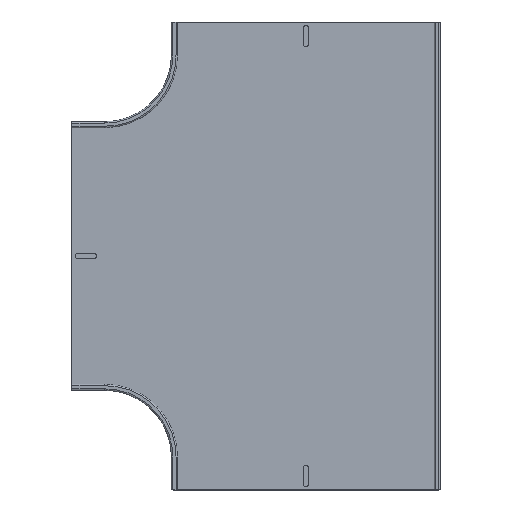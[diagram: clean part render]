
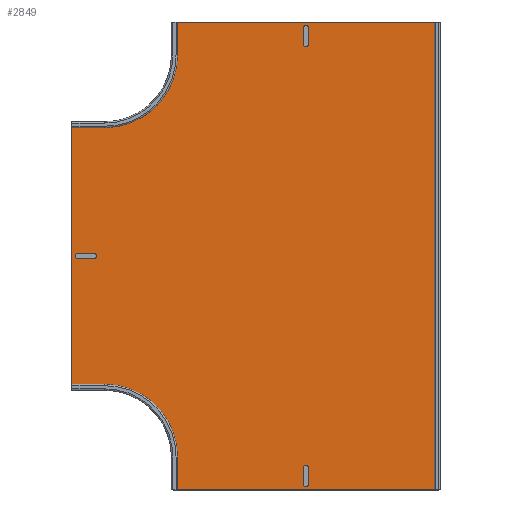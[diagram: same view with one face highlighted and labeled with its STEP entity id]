
A CAD part, top view. The second image highlights one B-rep face of the part: STEP entity #2849.
In plain terms, the highlighted planar face has unit normal (0, 0, 1).
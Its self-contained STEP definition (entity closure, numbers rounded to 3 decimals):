
#271=FACE_OUTER_BOUND('',#433,.T.);
#433=EDGE_LOOP('',(#2499,#2500,#2501,#2502,#2503,#2504,#2505,#2506,#2507,
#2508));
#560=CIRCLE('',#3085,102.6);
#628=CIRCLE('',#3214,102.6);
#759=LINE('',#4651,#993);
#762=LINE('',#4674,#996);
#779=LINE('',#4733,#1013);
#844=LINE('',#4965,#1078);
#846=LINE('',#4982,#1080);
#857=LINE('',#5029,#1091);
#858=LINE('',#5032,#1092);
#859=LINE('',#5033,#1093);
#993=VECTOR('',#3708,1.);
#996=VECTOR('',#3735,1.);
#1013=VECTOR('',#3788,1.);
#1078=VECTOR('',#4063,1.);
#1080=VECTOR('',#4087,1.);
#1091=VECTOR('',#4126,1.);
#1092=VECTOR('',#4129,1.);
#1093=VECTOR('',#4130,1.);
#1273=VERTEX_POINT('',#4647);
#1274=VERTEX_POINT('',#4649);
#1281=VERTEX_POINT('',#4668);
#1282=VERTEX_POINT('',#4672);
#1306=VERTEX_POINT('',#4731);
#1368=VERTEX_POINT('',#4963);
#1369=VERTEX_POINT('',#4968);
#1372=VERTEX_POINT('',#4980);
#1394=VERTEX_POINT('',#5027);
#1395=VERTEX_POINT('',#5031);
#1616=EDGE_CURVE('',#1273,#1274,#759,.T.);
#1625=EDGE_CURVE('',#1281,#1274,#560,.T.);
#1627=EDGE_CURVE('',#1281,#1282,#762,.T.);
#1657=EDGE_CURVE('',#1282,#1306,#779,.T.);
#1773=EDGE_CURVE('',#1368,#1306,#844,.T.);
#1776=EDGE_CURVE('',#1368,#1369,#628,.T.);
#1782=EDGE_CURVE('',#1372,#1369,#846,.T.);
#1805=EDGE_CURVE('',#1394,#1372,#857,.T.);
#1806=EDGE_CURVE('',#1395,#1394,#858,.T.);
#1807=EDGE_CURVE('',#1395,#1273,#859,.T.);
#2499=ORIENTED_EDGE('',*,*,#1806,.F.);
#2500=ORIENTED_EDGE('',*,*,#1807,.T.);
#2501=ORIENTED_EDGE('',*,*,#1616,.T.);
#2502=ORIENTED_EDGE('',*,*,#1625,.F.);
#2503=ORIENTED_EDGE('',*,*,#1627,.T.);
#2504=ORIENTED_EDGE('',*,*,#1657,.T.);
#2505=ORIENTED_EDGE('',*,*,#1773,.F.);
#2506=ORIENTED_EDGE('',*,*,#1776,.T.);
#2507=ORIENTED_EDGE('',*,*,#1782,.F.);
#2508=ORIENTED_EDGE('',*,*,#1805,.F.);
#2699=PLANE('',#3236);
#2849=ADVANCED_FACE('',(#271),#2699,.T.);
#3085=AXIS2_PLACEMENT_3D('',#4670,#3729,#3730);
#3214=AXIS2_PLACEMENT_3D('',#4970,#4070,#4071);
#3236=AXIS2_PLACEMENT_3D('',#5030,#4127,#4128);
#3708=DIRECTION('',(0.,-1.,0.));
#3729=DIRECTION('center_axis',(0.,0.,1.));
#3730=DIRECTION('ref_axis',(0.,-1.,0.));
#3735=DIRECTION('',(-1.,0.,0.));
#3788=DIRECTION('',(0.,-1.,0.));
#4063=DIRECTION('',(-1.,0.,0.));
#4070=DIRECTION('center_axis',(0.,0.,-1.));
#4071=DIRECTION('ref_axis',(0.,1.,0.));
#4087=DIRECTION('',(0.,1.,0.));
#4126=DIRECTION('',(-1.,0.,0.));
#4127=DIRECTION('center_axis',(0.,0.,1.));
#4128=DIRECTION('ref_axis',(0.,1.,0.));
#4129=DIRECTION('',(0.,-1.,0.));
#4130=DIRECTION('',(-1.,0.,0.));
#4647=CARTESIAN_POINT('',(188.522,573.132,1.1));
#4649=CARTESIAN_POINT('',(188.522,523.832,1.1));
#4651=CARTESIAN_POINT('',(188.522,573.132,1.1));
#4668=CARTESIAN_POINT('',(85.922,421.232,1.1));
#4670=CARTESIAN_POINT('Origin',(85.922,523.832,1.1));
#4672=CARTESIAN_POINT('',(36.622,421.232,1.1));
#4674=CARTESIAN_POINT('',(85.922,421.232,1.1));
#4731=CARTESIAN_POINT('',(36.622,24.032,1.1));
#4733=CARTESIAN_POINT('',(36.622,322.632,1.1));
#4963=CARTESIAN_POINT('',(85.922,24.032,1.1));
#4965=CARTESIAN_POINT('',(85.922,24.032,1.1));
#4968=CARTESIAN_POINT('',(188.522,-78.568,1.1));
#4970=CARTESIAN_POINT('Origin',(85.922,-78.568,1.1));
#4980=CARTESIAN_POINT('',(188.522,-127.868,1.1));
#4982=CARTESIAN_POINT('',(188.522,-127.868,1.1));
#5027=CARTESIAN_POINT('',(585.722,-127.868,1.1));
#5029=CARTESIAN_POINT('',(437.122,-127.868,1.1));
#5030=CARTESIAN_POINT('Origin',(335.922,297.032,1.1));
#5031=CARTESIAN_POINT('',(585.722,573.132,1.1));
#5032=CARTESIAN_POINT('',(585.722,272.632,1.1));
#5033=CARTESIAN_POINT('',(449.59,573.132,1.1));
